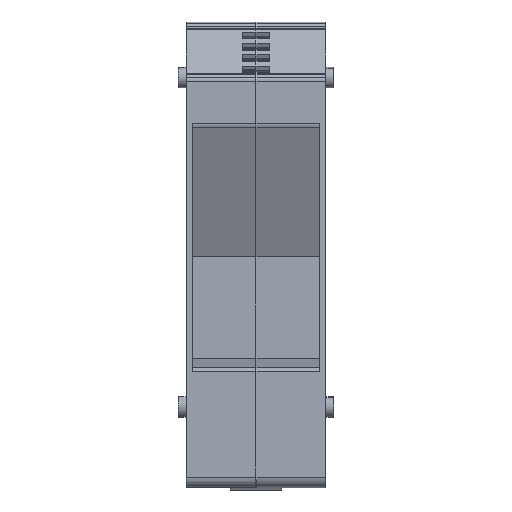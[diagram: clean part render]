
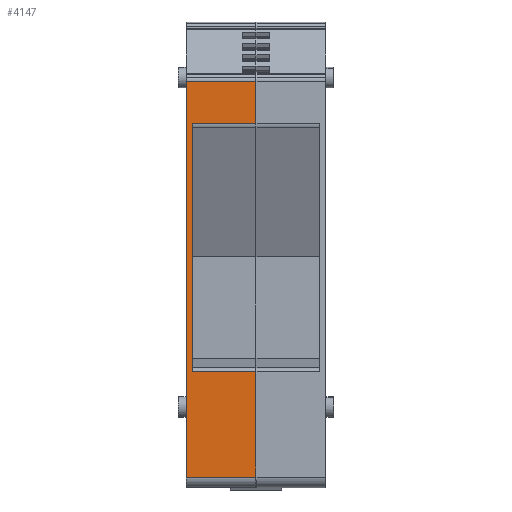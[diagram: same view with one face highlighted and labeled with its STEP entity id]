
A CAD part, front view. The second image highlights one B-rep face of the part: STEP entity #4147.
In plain terms, the highlighted planar face has unit normal (0, -1, 0).
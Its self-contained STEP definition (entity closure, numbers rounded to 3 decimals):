
#4109=AXIS2_PLACEMENT_3D('Plane Axis2P3D',#4106,#4107,#4108) ;
#792=CARTESIAN_POINT('Vertex',(15.,0.,79.036)) ;
#795=CARTESIAN_POINT('Line Origine',(15.,0.,74.956)) ;
#799=CARTESIAN_POINT('Vertex',(15.,0.,70.876)) ;
#841=CARTESIAN_POINT('Vertex',(15.,0.,22.83)) ;
#844=CARTESIAN_POINT('Line Origine',(15.,0.,22.761)) ;
#848=CARTESIAN_POINT('Vertex',(15.,0.,22.691)) ;
#851=CARTESIAN_POINT('Line Origine',(15.,0.,14.071)) ;
#855=CARTESIAN_POINT('Vertex',(15.,0.,5.45)) ;
#858=CARTESIAN_POINT('Line Origine',(15.,0.,3.95)) ;
#862=CARTESIAN_POINT('Vertex',(15.,0.,2.45)) ;
#2164=CARTESIAN_POINT('Vertex',(1.5,0.,2.45)) ;
#2167=CARTESIAN_POINT('Line Origine',(1.5,0.,40.743)) ;
#2171=CARTESIAN_POINT('Vertex',(1.5,0.,79.036)) ;
#4094=CARTESIAN_POINT('Line Origine',(8.25,0.,79.036)) ;
#4106=CARTESIAN_POINT('Axis2P3D Location',(15.,0.,79.036)) ;
#4111=CARTESIAN_POINT('Line Origine',(2.7,0.,46.853)) ;
#4115=CARTESIAN_POINT('Vertex',(2.7,0.,70.876)) ;
#4117=CARTESIAN_POINT('Vertex',(2.7,0.,22.83)) ;
#4120=CARTESIAN_POINT('Line Origine',(8.85,0.,70.876)) ;
#4125=CARTESIAN_POINT('Line Origine',(8.25,0.,2.45)) ;
#4130=CARTESIAN_POINT('Line Origine',(8.85,0.,22.83)) ;
#796=DIRECTION('Vector Direction',(0.,0.,-1.)) ;
#845=DIRECTION('Vector Direction',(0.,0.,-1.)) ;
#852=DIRECTION('Vector Direction',(0.,0.,1.)) ;
#859=DIRECTION('Vector Direction',(0.,0.,-1.)) ;
#2168=DIRECTION('Vector Direction',(0.,0.,-1.)) ;
#4095=DIRECTION('Vector Direction',(-1.,0.,0.)) ;
#4107=DIRECTION('Axis2P3D Direction',(0.,-1.,0.)) ;
#4108=DIRECTION('Axis2P3D XDirection',(0.,0.,-1.)) ;
#4112=DIRECTION('Vector Direction',(0.,0.,-1.)) ;
#4121=DIRECTION('Vector Direction',(-1.,0.,0.)) ;
#4126=DIRECTION('Vector Direction',(-1.,0.,0.)) ;
#4131=DIRECTION('Vector Direction',(-1.,0.,0.)) ;
#797=VECTOR('Line Direction',#796,1.) ;
#846=VECTOR('Line Direction',#845,1.) ;
#853=VECTOR('Line Direction',#852,1.) ;
#860=VECTOR('Line Direction',#859,1.) ;
#2169=VECTOR('Line Direction',#2168,1.) ;
#4096=VECTOR('Line Direction',#4095,1.) ;
#4113=VECTOR('Line Direction',#4112,1.) ;
#4122=VECTOR('Line Direction',#4121,1.) ;
#4127=VECTOR('Line Direction',#4126,1.) ;
#4132=VECTOR('Line Direction',#4131,1.) ;
#4136=ORIENTED_EDGE('',*,*,#4119,.F.) ;
#4137=ORIENTED_EDGE('',*,*,#4124,.F.) ;
#4138=ORIENTED_EDGE('',*,*,#801,.T.) ;
#4139=ORIENTED_EDGE('',*,*,#4098,.F.) ;
#4140=ORIENTED_EDGE('',*,*,#2173,.F.) ;
#4141=ORIENTED_EDGE('',*,*,#4129,.F.) ;
#4142=ORIENTED_EDGE('',*,*,#864,.T.) ;
#4143=ORIENTED_EDGE('',*,*,#857,.F.) ;
#4144=ORIENTED_EDGE('',*,*,#850,.F.) ;
#4145=ORIENTED_EDGE('',*,*,#4134,.T.) ;
#4147=ADVANCED_FACE('GE',(#4146),#4110,.T.) ;
#801=EDGE_CURVE('',#800,#793,#798,.F.) ;
#850=EDGE_CURVE('',#842,#849,#847,.T.) ;
#857=EDGE_CURVE('',#849,#856,#854,.F.) ;
#864=EDGE_CURVE('',#863,#856,#861,.F.) ;
#2173=EDGE_CURVE('',#2165,#2172,#2170,.F.) ;
#4098=EDGE_CURVE('',#2172,#793,#4097,.F.) ;
#4119=EDGE_CURVE('',#4116,#4118,#4114,.T.) ;
#4124=EDGE_CURVE('',#800,#4116,#4123,.T.) ;
#4129=EDGE_CURVE('',#863,#2165,#4128,.T.) ;
#4134=EDGE_CURVE('',#842,#4118,#4133,.T.) ;
#4135=EDGE_LOOP('',(#4136,#4137,#4138,#4139,#4140,#4141,#4142,#4143,#4144,#4145)) ;
#4146=FACE_OUTER_BOUND('',#4135,.T.) ;
#798=LINE('Line',#795,#797) ;
#847=LINE('Line',#844,#846) ;
#854=LINE('Line',#851,#853) ;
#861=LINE('Line',#858,#860) ;
#2170=LINE('Line',#2167,#2169) ;
#4097=LINE('Line',#4094,#4096) ;
#4114=LINE('Line',#4111,#4113) ;
#4123=LINE('Line',#4120,#4122) ;
#4128=LINE('Line',#4125,#4127) ;
#4133=LINE('Line',#4130,#4132) ;
#4110=PLANE('',#4109) ;
#793=VERTEX_POINT('',#792) ;
#800=VERTEX_POINT('',#799) ;
#842=VERTEX_POINT('',#841) ;
#849=VERTEX_POINT('',#848) ;
#856=VERTEX_POINT('',#855) ;
#863=VERTEX_POINT('',#862) ;
#2165=VERTEX_POINT('',#2164) ;
#2172=VERTEX_POINT('',#2171) ;
#4116=VERTEX_POINT('',#4115) ;
#4118=VERTEX_POINT('',#4117) ;
